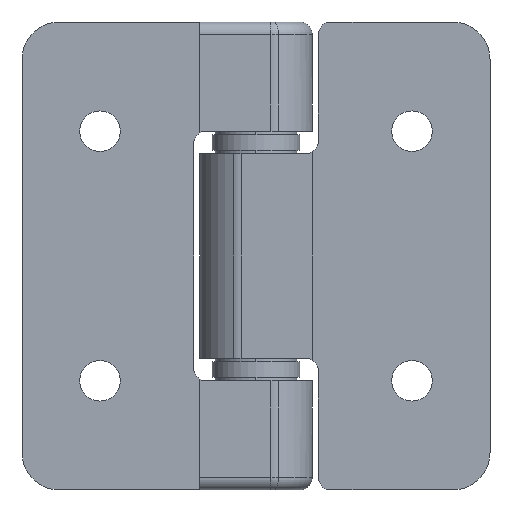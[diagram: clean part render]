
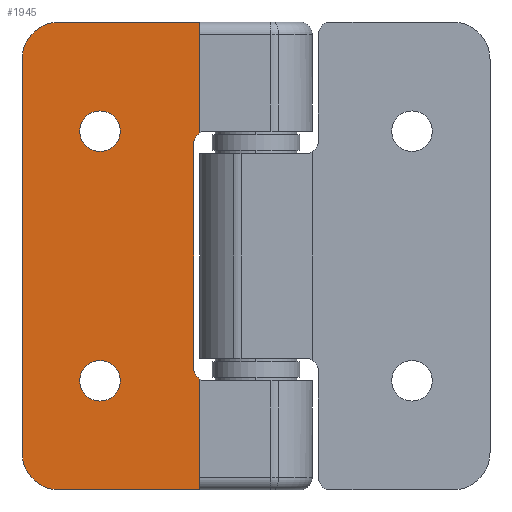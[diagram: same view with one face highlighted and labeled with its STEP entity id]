
A CAD part, front view. The second image highlights one B-rep face of the part: STEP entity #1945.
In plain terms, the highlighted planar face has unit normal (0, -1, 0).
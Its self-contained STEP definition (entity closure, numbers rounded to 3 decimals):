
#1877 = VERTEX_POINT ( 'NONE', #3828 ) ;
#1880 = VERTEX_POINT ( 'NONE', #3816 ) ;
#1884 = VERTEX_POINT ( 'NONE', #3807 ) ;
#1903 = ORIENTED_EDGE ( 'NONE', *, *, #1907, .T. ) ;
#1906 = ORIENTED_EDGE ( 'NONE', *, *, #1951, .T. ) ;
#1907 = EDGE_CURVE ( 'NONE', #1935, #1884, #3885, .T. ) ;
#1931 = EDGE_CURVE ( 'NONE', #1877, #1880, #3902, .T. ) ;
#1935 = VERTEX_POINT ( 'NONE', #3934 ) ;
#1938 = EDGE_CURVE ( 'NONE', #1965, #2005, #3931, .T. ) ;
#1940 = VERTEX_POINT ( 'NONE', #3932 ) ;
#1941 = EDGE_CURVE ( 'NONE', #1965, #1940, #3924, .T. ) ;
#1942 = EDGE_CURVE ( 'NONE', #1946, #2009, #3925, .T. ) ;
#1943 = ORIENTED_EDGE ( 'NONE', *, *, #1941, .T. ) ;
#1944 = ORIENTED_EDGE ( 'NONE', *, *, #2010, .T. ) ;
#1945 = ADVANCED_FACE ( 'NONE', ( #3969, #3975, #3974 ), #3976, .F. ) ;
#1946 = VERTEX_POINT ( 'NONE', #3970 ) ;
#1947 = ORIENTED_EDGE ( 'NONE', *, *, #1949, .T. ) ;
#1948 = EDGE_LOOP ( 'NONE', ( #1959, #1958, #1954, #2007, #1943, #1944, #1997, #1994, #2002, #2000 ) ) ;
#1949 = EDGE_CURVE ( 'NONE', #1884, #1935, #3926, .T. ) ;
#1950 = EDGE_CURVE ( 'NONE', #1953, #1955, #3965, .T. ) ;
#1951 = EDGE_CURVE ( 'NONE', #1880, #1877, #3959, .T. ) ;
#1952 = VERTEX_POINT ( 'NONE', #3948 ) ;
#1953 = VERTEX_POINT ( 'NONE', #3960 ) ;
#1954 = ORIENTED_EDGE ( 'NONE', *, *, #2008, .T. ) ;
#1955 = VERTEX_POINT ( 'NONE', #3953 ) ;
#1956 = ORIENTED_EDGE ( 'NONE', *, *, #1931, .T. ) ;
#1957 = EDGE_CURVE ( 'NONE', #1952, #1953, #4003, .T. ) ;
#1958 = ORIENTED_EDGE ( 'NONE', *, *, #1950, .T. ) ;
#1959 = ORIENTED_EDGE ( 'NONE', *, *, #1957, .T. ) ;
#1961 = EDGE_LOOP ( 'NONE', ( #1947, #1903 ) ) ;
#1965 = VERTEX_POINT ( 'NONE', #3992 ) ;
#1968 = EDGE_LOOP ( 'NONE', ( #1906, #1956 ) ) ;
#1993 = VERTEX_POINT ( 'NONE', #4030 ) ;
#1994 = ORIENTED_EDGE ( 'NONE', *, *, #1942, .F. ) ;
#1995 = EDGE_CURVE ( 'NONE', #2006, #2009, #4064, .T. ) ;
#1997 = ORIENTED_EDGE ( 'NONE', *, *, #1995, .T. ) ;
#2000 = ORIENTED_EDGE ( 'NONE', *, *, #2003, .T. ) ;
#2001 = EDGE_CURVE ( 'NONE', #1993, #1946, #4045, .T. ) ;
#2002 = ORIENTED_EDGE ( 'NONE', *, *, #2001, .F. ) ;
#2003 = EDGE_CURVE ( 'NONE', #1993, #1952, #4044, .T. ) ;
#2005 = VERTEX_POINT ( 'NONE', #4033 ) ;
#2006 = VERTEX_POINT ( 'NONE', #4038 ) ;
#2007 = ORIENTED_EDGE ( 'NONE', *, *, #1938, .F. ) ;
#2008 = EDGE_CURVE ( 'NONE', #1955, #2005, #4034, .T. ) ;
#2009 = VERTEX_POINT ( 'NONE', #4088 ) ;
#2010 = EDGE_CURVE ( 'NONE', #1940, #2006, #4082, .T. ) ;
#3807 = CARTESIAN_POINT ( 'NONE',  ( -25., -9., -16.75 ) ) ;
#3816 = CARTESIAN_POINT ( 'NONE',  ( -25., -9., 23.25 ) ) ;
#3828 = CARTESIAN_POINT ( 'NONE',  ( -25., -9., 16.75 ) ) ;
#3874 = DIRECTION ( 'NONE',  ( 0., 0., 1. ) ) ;
#3875 = DIRECTION ( 'NONE',  ( 0., 1., 0. ) ) ;
#3876 = CARTESIAN_POINT ( 'NONE',  ( -25., -9., -20. ) ) ;
#3877 = AXIS2_PLACEMENT_3D ( 'NONE', #3876, #3875, #3874 ) ;
#3885 = CIRCLE ( 'NONE', #3877, 3.25 ) ;
#3890 = CARTESIAN_POINT ( 'NONE',  ( -25., -9., 20. ) ) ;
#3902 = CIRCLE ( 'NONE', #3906, 3.25 ) ;
#3906 = AXIS2_PLACEMENT_3D ( 'NONE', #3890, #3912, #3918 ) ;
#3912 = DIRECTION ( 'NONE',  ( 0., 1., 0. ) ) ;
#3918 = DIRECTION ( 'NONE',  ( 0., 0., 1. ) ) ;
#3922 = DIRECTION ( 'NONE',  ( 0., 1., 0. ) ) ;
#3923 = CARTESIAN_POINT ( 'NONE',  ( -8., -9., -18. ) ) ;
#3924 = CIRCLE ( 'NONE', #3945, 2. ) ;
#3925 = LINE ( 'NONE', #3973, #3972 ) ;
#3926 = CIRCLE ( 'NONE', #3964, 3.25 ) ;
#3927 = AXIS2_PLACEMENT_3D ( 'NONE', #3958, #3957, #3956 ) ;
#3928 = DIRECTION ( 'NONE',  ( 0., 0., -1. ) ) ;
#3929 = VECTOR ( 'NONE', #3928, 1000. ) ;
#3930 = CARTESIAN_POINT ( 'NONE',  ( -9., -9., 37.5 ) ) ;
#3931 = LINE ( 'NONE', #3930, #3929 ) ;
#3932 = CARTESIAN_POINT ( 'NONE',  ( -10., -9., -18. ) ) ;
#3933 = AXIS2_PLACEMENT_3D ( 'NONE', #3940, #3967, #3966 ) ;
#3934 = CARTESIAN_POINT ( 'NONE',  ( -25., -9., -23.25 ) ) ;
#3940 = CARTESIAN_POINT ( 'NONE',  ( -37.5, -9., 37.5 ) ) ;
#3945 = AXIS2_PLACEMENT_3D ( 'NONE', #3923, #3922, #3977 ) ;
#3948 = CARTESIAN_POINT ( 'NONE',  ( -37.5, -9., 31.5 ) ) ;
#3950 = DIRECTION ( 'NONE',  ( 0., 0., 1. ) ) ;
#3951 = DIRECTION ( 'NONE',  ( 0., 1., 0. ) ) ;
#3952 = CARTESIAN_POINT ( 'NONE',  ( -25., -9., 20. ) ) ;
#3953 = CARTESIAN_POINT ( 'NONE',  ( -31.5, -9., -37.5 ) ) ;
#3956 = DIRECTION ( 'NONE',  ( 0., 0., 1. ) ) ;
#3957 = DIRECTION ( 'NONE',  ( 0., -1., 0. ) ) ;
#3958 = CARTESIAN_POINT ( 'NONE',  ( -31.5, -9., -31.5 ) ) ;
#3959 = CIRCLE ( 'NONE', #3968, 3.25 ) ;
#3960 = CARTESIAN_POINT ( 'NONE',  ( -37.5, -9., -31.5 ) ) ;
#3961 = DIRECTION ( 'NONE',  ( 0., 0., 1. ) ) ;
#3962 = DIRECTION ( 'NONE',  ( 0., 1., 0. ) ) ;
#3963 = CARTESIAN_POINT ( 'NONE',  ( -25., -9., -20. ) ) ;
#3964 = AXIS2_PLACEMENT_3D ( 'NONE', #3963, #3962, #3961 ) ;
#3965 = CIRCLE ( 'NONE', #3927, 6. ) ;
#3966 = DIRECTION ( 'NONE',  ( 0., 0., 1. ) ) ;
#3967 = DIRECTION ( 'NONE',  ( 0., 1., 0. ) ) ;
#3968 = AXIS2_PLACEMENT_3D ( 'NONE', #3952, #3951, #3950 ) ;
#3969 = FACE_BOUND ( 'NONE', #1961, .T. ) ;
#3970 = CARTESIAN_POINT ( 'NONE',  ( -9., -9., 37.5 ) ) ;
#3971 = DIRECTION ( 'NONE',  ( 0., 0., -1. ) ) ;
#3972 = VECTOR ( 'NONE', #3971, 1000. ) ;
#3973 = CARTESIAN_POINT ( 'NONE',  ( -9., -9., 37.5 ) ) ;
#3974 = FACE_OUTER_BOUND ( 'NONE', #1948, .T. ) ;
#3975 = FACE_BOUND ( 'NONE', #1968, .T. ) ;
#3976 = PLANE ( 'NONE',  #3933 ) ;
#3977 = DIRECTION ( 'NONE',  ( 0., 0., 1. ) ) ;
#3992 = CARTESIAN_POINT ( 'NONE',  ( -9., -9., -19.732 ) ) ;
#4000 = DIRECTION ( 'NONE',  ( 0., 0., -1. ) ) ;
#4001 = VECTOR ( 'NONE', #4000, 1000. ) ;
#4002 = CARTESIAN_POINT ( 'NONE',  ( -37.5, -9., 37.5 ) ) ;
#4003 = LINE ( 'NONE', #4002, #4001 ) ;
#4010 = AXIS2_PLACEMENT_3D ( 'NONE', #4063, #4062, #4061 ) ;
#4030 = CARTESIAN_POINT ( 'NONE',  ( -31.5, -9., 37.5 ) ) ;
#4033 = CARTESIAN_POINT ( 'NONE',  ( -9., -9., -37.5 ) ) ;
#4034 = LINE ( 'NONE', #4040, #4087 ) ;
#4035 = DIRECTION ( 'NONE',  ( 0., 0., 1. ) ) ;
#4036 = DIRECTION ( 'NONE',  ( 0., -1., 0. ) ) ;
#4038 = CARTESIAN_POINT ( 'NONE',  ( -10., -9., 18. ) ) ;
#4040 = CARTESIAN_POINT ( 'NONE',  ( -37.5, -9., -37.5 ) ) ;
#4041 = DIRECTION ( 'NONE',  ( 1., 0., 0. ) ) ;
#4042 = VECTOR ( 'NONE', #4041, 1000. ) ;
#4043 = CARTESIAN_POINT ( 'NONE',  ( -37.5, -9., 37.5 ) ) ;
#4044 = CIRCLE ( 'NONE', #4060, 6. ) ;
#4045 = LINE ( 'NONE', #4043, #4042 ) ;
#4055 = CARTESIAN_POINT ( 'NONE',  ( -31.5, -9., 31.5 ) ) ;
#4060 = AXIS2_PLACEMENT_3D ( 'NONE', #4055, #4036, #4035 ) ;
#4061 = DIRECTION ( 'NONE',  ( 0., 0., 1. ) ) ;
#4062 = DIRECTION ( 'NONE',  ( 0., 1., 0. ) ) ;
#4063 = CARTESIAN_POINT ( 'NONE',  ( -8., -9., 18. ) ) ;
#4064 = CIRCLE ( 'NONE', #4010, 2. ) ;
#4079 = DIRECTION ( 'NONE',  ( 0., 0., 1. ) ) ;
#4080 = VECTOR ( 'NONE', #4079, 1000. ) ;
#4081 = CARTESIAN_POINT ( 'NONE',  ( -10., -9., -20. ) ) ;
#4082 = LINE ( 'NONE', #4081, #4080 ) ;
#4086 = DIRECTION ( 'NONE',  ( 1., 0., 0. ) ) ;
#4087 = VECTOR ( 'NONE', #4086, 1000. ) ;
#4088 = CARTESIAN_POINT ( 'NONE',  ( -9., -9., 19.732 ) ) ;
